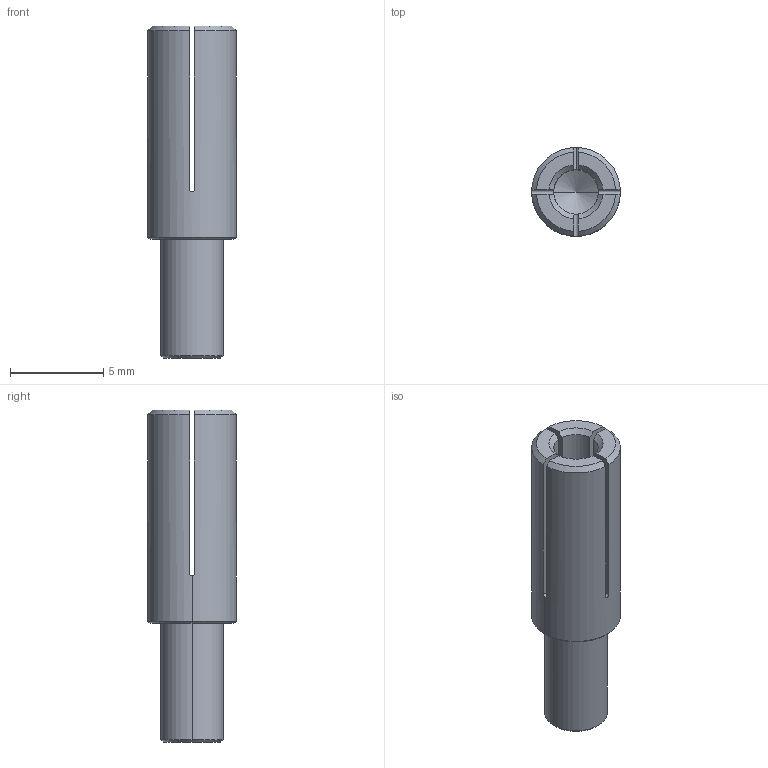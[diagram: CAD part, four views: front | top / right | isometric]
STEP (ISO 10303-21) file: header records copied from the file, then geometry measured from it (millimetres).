
FILE_DESCRIPTION (( 'STEP AP203' ), '1' );
FILE_NAME ('112421.stp', '2018-02-13T23:07:06', ( '' ), ( '' ), 'SwSTEP 2.0', 'SolidWorks 2012', '' );
FILE_SCHEMA (( 'CONFIG_CONTROL_DESIGN' ));
Length unit declared in the file: centimetre
Products named in the file (1): 112421
Bounding box: 4.75 x 4.75 x 17.78 mm (x, y, z)
Volume: 186.2 mm3; surface area: 441.8 mm2
Topology: 1 solids, 1 shells, 45 faces, 119 edges, 74 vertices
Faces by surface type: cone 18, plane 14, cylinder 13
Entity records: 1664 total; most frequent: CARTESIAN_POINT 523, ORIENTED_EDGE 230, DIRECTION 211, EDGE_CURVE 115, AXIS2_PLACEMENT_3D 80, VERTEX_POINT 74, LINE 51, VECTOR 51
